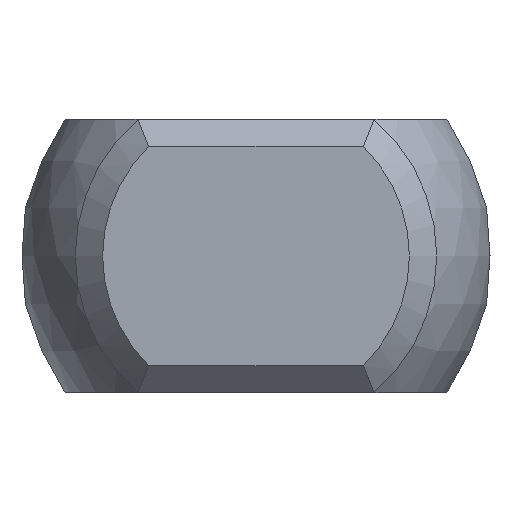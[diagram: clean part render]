
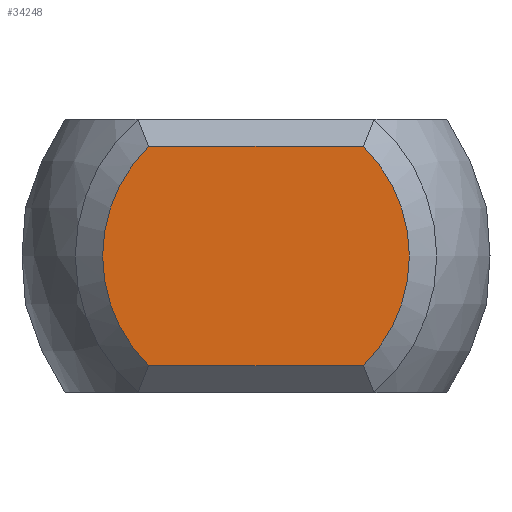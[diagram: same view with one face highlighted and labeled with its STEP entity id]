
A CAD part, left-side view. The second image highlights one B-rep face of the part: STEP entity #34248.
In plain terms, the highlighted planar face has unit normal (-1, 0, 0).
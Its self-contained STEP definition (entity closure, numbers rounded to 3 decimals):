
#32875 = PLANE('',#32876);
#32876 = AXIS2_PLACEMENT_3D('',#32877,#32878,#32879);
#32877 = CARTESIAN_POINT('',(-12.25,3.125,2.25));
#32878 = DIRECTION('',(-0.707,0.,0.707));
#32879 = DIRECTION('',(0.707,0.,0.707));
#33881 = EDGE_CURVE('',#33882,#33884,#33886,.T.);
#33882 = VERTEX_POINT('',#33883);
#33883 = CARTESIAN_POINT('',(-12.5,-1.96,-2.));
#33884 = VERTEX_POINT('',#33885);
#33885 = CARTESIAN_POINT('',(-12.5,1.96,-2.));
#33886 = SURFACE_CURVE('',#33887,(#33891,#33903),.PCURVE_S1.);
#33887 = LINE('',#33888,#33889);
#33888 = CARTESIAN_POINT('',(-12.5,-3.125,-2.));
#33889 = VECTOR('',#33890,1.);
#33890 = DIRECTION('',(0.,1.,0.));
#33891 = PCURVE('',#33892,#33897);
#33892 = PLANE('',#33893);
#33893 = AXIS2_PLACEMENT_3D('',#33894,#33895,#33896);
#33894 = CARTESIAN_POINT('',(-12.25,-3.125,-2.25));
#33895 = DIRECTION('',(-0.707,0.,
    -0.707));
#33896 = DIRECTION('',(-0.707,0.,0.707));
#33897 = DEFINITIONAL_REPRESENTATION('',(#33898),#33902);
#33898 = LINE('',#33899,#33900);
#33899 = CARTESIAN_POINT('',(0.354,0.));
#33900 = VECTOR('',#33901,1.);
#33901 = DIRECTION('',(0.,1.));
#33902 = ( GEOMETRIC_REPRESENTATION_CONTEXT(2) 
PARAMETRIC_REPRESENTATION_CONTEXT() REPRESENTATION_CONTEXT('2D SPACE',''
  ) );
#33903 = PCURVE('',#33904,#33909);
#33904 = PLANE('',#33905);
#33905 = AXIS2_PLACEMENT_3D('',#33906,#33907,#33908);
#33906 = CARTESIAN_POINT('',(-12.5,0.,0.));
#33907 = DIRECTION('',(1.,0.,0.));
#33908 = DIRECTION('',(0.,0.,-1.));
#33909 = DEFINITIONAL_REPRESENTATION('',(#33910),#33914);
#33910 = LINE('',#33911,#33912);
#33911 = CARTESIAN_POINT('',(2.,-3.125));
#33912 = VECTOR('',#33913,1.);
#33913 = DIRECTION('',(0.,1.));
#33914 = ( GEOMETRIC_REPRESENTATION_CONTEXT(2) 
PARAMETRIC_REPRESENTATION_CONTEXT() REPRESENTATION_CONTEXT('2D SPACE',''
  ) );
#33934 = CONICAL_SURFACE('',#33935,3.05,0.785);
#33935 = AXIS2_PLACEMENT_3D('',#33936,#33937,#33938);
#33936 = CARTESIAN_POINT('',(-12.25,0.,0.));
#33937 = DIRECTION('',(1.,0.,0.));
#33938 = DIRECTION('',(-0.,1.,0.));
#33984 = CONICAL_SURFACE('',#33985,3.05,0.785);
#33985 = AXIS2_PLACEMENT_3D('',#33986,#33987,#33988);
#33986 = CARTESIAN_POINT('',(-12.25,0.,0.));
#33987 = DIRECTION('',(1.,0.,0.));
#33988 = DIRECTION('',(0.,-1.,0.));
#33998 = EDGE_CURVE('',#33999,#34001,#34003,.T.);
#33999 = VERTEX_POINT('',#34000);
#34000 = CARTESIAN_POINT('',(-12.5,1.96,2.));
#34001 = VERTEX_POINT('',#34002);
#34002 = CARTESIAN_POINT('',(-12.5,-1.96,2.));
#34003 = SURFACE_CURVE('',#34004,(#34008,#34015),.PCURVE_S1.);
#34004 = LINE('',#34005,#34006);
#34005 = CARTESIAN_POINT('',(-12.5,3.125,2.));
#34006 = VECTOR('',#34007,1.);
#34007 = DIRECTION('',(0.,-1.,0.));
#34008 = PCURVE('',#32875,#34009);
#34009 = DEFINITIONAL_REPRESENTATION('',(#34010),#34014);
#34010 = LINE('',#34011,#34012);
#34011 = CARTESIAN_POINT('',(-0.354,0.));
#34012 = VECTOR('',#34013,1.);
#34013 = DIRECTION('',(0.,-1.));
#34014 = ( GEOMETRIC_REPRESENTATION_CONTEXT(2) 
PARAMETRIC_REPRESENTATION_CONTEXT() REPRESENTATION_CONTEXT('2D SPACE',''
  ) );
#34015 = PCURVE('',#33904,#34016);
#34016 = DEFINITIONAL_REPRESENTATION('',(#34017),#34021);
#34017 = LINE('',#34018,#34019);
#34018 = CARTESIAN_POINT('',(-2.,3.125));
#34019 = VECTOR('',#34020,1.);
#34020 = DIRECTION('',(0.,-1.));
#34021 = ( GEOMETRIC_REPRESENTATION_CONTEXT(2) 
PARAMETRIC_REPRESENTATION_CONTEXT() REPRESENTATION_CONTEXT('2D SPACE',''
  ) );
#34094 = EDGE_CURVE('',#34001,#33882,#34095,.T.);
#34095 = SURFACE_CURVE('',#34096,(#34101,#34108),.PCURVE_S1.);
#34096 = CIRCLE('',#34097,2.8);
#34097 = AXIS2_PLACEMENT_3D('',#34098,#34099,#34100);
#34098 = CARTESIAN_POINT('',(-12.5,0.,0.));
#34099 = DIRECTION('',(1.,0.,0.));
#34100 = DIRECTION('',(0.,-1.,0.));
#34101 = PCURVE('',#33984,#34102);
#34102 = DEFINITIONAL_REPRESENTATION('',(#34103),#34107);
#34103 = LINE('',#34104,#34105);
#34104 = CARTESIAN_POINT('',(-6.283,-0.25));
#34105 = VECTOR('',#34106,1.);
#34106 = DIRECTION('',(1.,0.));
#34107 = ( GEOMETRIC_REPRESENTATION_CONTEXT(2) 
PARAMETRIC_REPRESENTATION_CONTEXT() REPRESENTATION_CONTEXT('2D SPACE',''
  ) );
#34108 = PCURVE('',#33904,#34109);
#34109 = DEFINITIONAL_REPRESENTATION('',(#34110),#34114);
#34110 = CIRCLE('',#34111,2.8);
#34111 = AXIS2_PLACEMENT_2D('',#34112,#34113);
#34112 = CARTESIAN_POINT('',(0.,0.));
#34113 = DIRECTION('',(0.,-1.));
#34114 = ( GEOMETRIC_REPRESENTATION_CONTEXT(2) 
PARAMETRIC_REPRESENTATION_CONTEXT() REPRESENTATION_CONTEXT('2D SPACE',''
  ) );
#34120 = EDGE_CURVE('',#33884,#33999,#34121,.T.);
#34121 = SURFACE_CURVE('',#34122,(#34127,#34134),.PCURVE_S1.);
#34122 = CIRCLE('',#34123,2.8);
#34123 = AXIS2_PLACEMENT_3D('',#34124,#34125,#34126);
#34124 = CARTESIAN_POINT('',(-12.5,0.,0.));
#34125 = DIRECTION('',(1.,0.,0.));
#34126 = DIRECTION('',(-0.,1.,0.));
#34127 = PCURVE('',#33934,#34128);
#34128 = DEFINITIONAL_REPRESENTATION('',(#34129),#34133);
#34129 = LINE('',#34130,#34131);
#34130 = CARTESIAN_POINT('',(0.,-0.25));
#34131 = VECTOR('',#34132,1.);
#34132 = DIRECTION('',(1.,0.));
#34133 = ( GEOMETRIC_REPRESENTATION_CONTEXT(2) 
PARAMETRIC_REPRESENTATION_CONTEXT() REPRESENTATION_CONTEXT('2D SPACE',''
  ) );
#34134 = PCURVE('',#33904,#34135);
#34135 = DEFINITIONAL_REPRESENTATION('',(#34136),#34140);
#34136 = CIRCLE('',#34137,2.8);
#34137 = AXIS2_PLACEMENT_2D('',#34138,#34139);
#34138 = CARTESIAN_POINT('',(0.,0.));
#34139 = DIRECTION('',(0.,1.));
#34140 = ( GEOMETRIC_REPRESENTATION_CONTEXT(2) 
PARAMETRIC_REPRESENTATION_CONTEXT() REPRESENTATION_CONTEXT('2D SPACE',''
  ) );
#34248 = ADVANCED_FACE('',(#34249),#33904,.F.);
#34249 = FACE_BOUND('',#34250,.T.);
#34250 = EDGE_LOOP('',(#34251,#34252,#34253,#34254));
#34251 = ORIENTED_EDGE('',*,*,#33998,.F.);
#34252 = ORIENTED_EDGE('',*,*,#34120,.F.);
#34253 = ORIENTED_EDGE('',*,*,#33881,.F.);
#34254 = ORIENTED_EDGE('',*,*,#34094,.F.);
